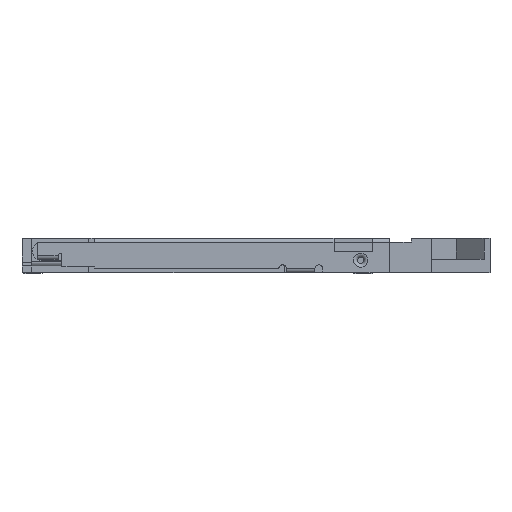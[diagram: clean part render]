
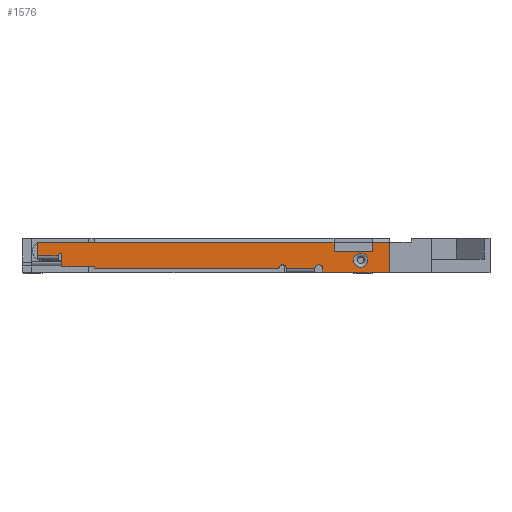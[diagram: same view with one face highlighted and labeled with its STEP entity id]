
A CAD part, left-side view. The second image highlights one B-rep face of the part: STEP entity #1576.
In plain terms, the highlighted planar face has unit normal (-1, 0, 0).
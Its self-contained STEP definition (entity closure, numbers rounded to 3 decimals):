
#1576 = ADVANCED_FACE( '', ( #3293, #3294 ), #3295, .T. );
#3293 = FACE_BOUND( '', #5268, .T. );
#3294 = FACE_OUTER_BOUND( '', #5269, .T. );
#3295 = PLANE( '', #5270 );
#5268 = EDGE_LOOP( '', ( #9837 ) );
#5269 = EDGE_LOOP( '', ( #9838, #9839, #9840, #9841, #9842, #9843, #9844, #9845, #9846, #9847, #9848, #9849, #9850, #9851, #9852, #9853, #9854, #9855, #9856, #9857 ) );
#5270 = AXIS2_PLACEMENT_3D( '', #9858, #9859, #9860 );
#9837 = ORIENTED_EDGE( '', *, *, #12005, .T. );
#9838 = ORIENTED_EDGE( '', *, *, #13564, .F. );
#9839 = ORIENTED_EDGE( '', *, *, #13082, .T. );
#9840 = ORIENTED_EDGE( '', *, *, #13046, .T. );
#9841 = ORIENTED_EDGE( '', *, *, #13565, .F. );
#9842 = ORIENTED_EDGE( '', *, *, #12902, .F. );
#9843 = ORIENTED_EDGE( '', *, *, #12696, .T. );
#9844 = ORIENTED_EDGE( '', *, *, #12009, .F. );
#9845 = ORIENTED_EDGE( '', *, *, #13566, .F. );
#9846 = ORIENTED_EDGE( '', *, *, #12231, .F. );
#9847 = ORIENTED_EDGE( '', *, *, #12498, .T. );
#9848 = ORIENTED_EDGE( '', *, *, #13567, .T. );
#9849 = ORIENTED_EDGE( '', *, *, #13192, .T. );
#9850 = ORIENTED_EDGE( '', *, *, #13378, .T. );
#9851 = ORIENTED_EDGE( '', *, *, #13568, .T. );
#9852 = ORIENTED_EDGE( '', *, *, #13526, .T. );
#9853 = ORIENTED_EDGE( '', *, *, #12078, .F. );
#9854 = ORIENTED_EDGE( '', *, *, #12027, .T. );
#9855 = ORIENTED_EDGE( '', *, *, #13329, .T. );
#9856 = ORIENTED_EDGE( '', *, *, #13569, .T. );
#9857 = ORIENTED_EDGE( '', *, *, #13290, .F. );
#9858 = CARTESIAN_POINT( '', ( -8.8, 0., 0. ) );
#9859 = DIRECTION( '', ( -1., 0., 0. ) );
#9860 = DIRECTION( '', ( 0., 0., 1. ) );
#12005 = EDGE_CURVE( '', #14466, #14466, #14467, .F. );
#12009 = EDGE_CURVE( '', #14472, #14474, #14475, .T. );
#12027 = EDGE_CURVE( '', #14507, #14504, #14508, .T. );
#12078 = EDGE_CURVE( '', #14507, #14599, #14600, .T. );
#12231 = EDGE_CURVE( '', #14859, #14861, #14862, .T. );
#12498 = EDGE_CURVE( '', #14859, #15308, #15309, .T. );
#12696 = EDGE_CURVE( '', #15638, #14474, #15639, .T. );
#12902 = EDGE_CURVE( '', #15638, #15939, #15940, .T. );
#13046 = EDGE_CURVE( '', #16144, #16142, #16145, .T. );
#13082 = EDGE_CURVE( '', #16201, #16144, #16202, .T. );
#13192 = EDGE_CURVE( '', #16358, #16356, #16359, .T. );
#13290 = EDGE_CURVE( '', #16487, #16488, #16489, .T. );
#13329 = EDGE_CURVE( '', #14504, #16538, #16540, .T. );
#13378 = EDGE_CURVE( '', #16356, #16604, #16605, .T. );
#13526 = EDGE_CURVE( '', #16792, #14599, #16793, .T. );
#13564 = EDGE_CURVE( '', #16201, #16487, #16841, .T. );
#13565 = EDGE_CURVE( '', #15939, #16142, #16842, .T. );
#13566 = EDGE_CURVE( '', #14861, #14472, #16843, .T. );
#13567 = EDGE_CURVE( '', #15308, #16358, #16844, .T. );
#13568 = EDGE_CURVE( '', #16604, #16792, #16845, .T. );
#13569 = EDGE_CURVE( '', #16538, #16488, #16846, .T. );
#14466 = VERTEX_POINT( '', #18070 );
#14467 = CIRCLE( '', #18071, 0.375 );
#14472 = VERTEX_POINT( '', #18077 );
#14474 = VERTEX_POINT( '', #18080 );
#14475 = LINE( '', #18081, #18082 );
#14504 = VERTEX_POINT( '', #18122 );
#14507 = VERTEX_POINT( '', #18126 );
#14508 = LINE( '', #18127, #18128 );
#14599 = VERTEX_POINT( '', #18252 );
#14600 = LINE( '', #18253, #18254 );
#14859 = VERTEX_POINT( '', #18708 );
#14861 = VERTEX_POINT( '', #18711 );
#14862 = CIRCLE( '', #18712, 0.2 );
#15308 = VERTEX_POINT( '', #19389 );
#15309 = LINE( '', #19390, #19391 );
#15638 = VERTEX_POINT( '', #19858 );
#15639 = LINE( '', #19859, #19860 );
#15939 = VERTEX_POINT( '', #20340 );
#15940 = LINE( '', #20341, #20342 );
#16142 = VERTEX_POINT( '', #20657 );
#16144 = VERTEX_POINT( '', #20660 );
#16145 = CIRCLE( '', #20661, 0.1 );
#16201 = VERTEX_POINT( '', #20739 );
#16202 = LINE( '', #20740, #20741 );
#16356 = VERTEX_POINT( '', #20964 );
#16358 = VERTEX_POINT( '', #20967 );
#16359 = LINE( '', #20968, #20969 );
#16487 = VERTEX_POINT( '', #21219 );
#16488 = VERTEX_POINT( '', #21220 );
#16489 = LINE( '', #21221, #21222 );
#16538 = VERTEX_POINT( '', #21300 );
#16540 = LINE( '', #21302, #21303 );
#16604 = VERTEX_POINT( '', #21399 );
#16605 = LINE( '', #21400, #21401 );
#16792 = VERTEX_POINT( '', #21718 );
#16793 = LINE( '', #21719, #21720 );
#16841 = LINE( '', #21792, #21793 );
#16842 = LINE( '', #21794, #21795 );
#16843 = LINE( '', #21796, #21797 );
#16844 = CIRCLE( '', #21798, 0.2 );
#16845 = LINE( '', #21799, #21800 );
#16846 = LINE( '', #21801, #21802 );
#18070 = CARTESIAN_POINT( '', ( -8.8, -6.25, -0.575 ) );
#18071 = AXIS2_PLACEMENT_3D( '', #22745, #22746, #22747 );
#18077 = CARTESIAN_POINT( '', ( -8.8, -1.95, -1.4 ) );
#18080 = CARTESIAN_POINT( '', ( -8.8, 7.75, -1.4 ) );
#18081 = CARTESIAN_POINT( '', ( -8.8, -2.05, -1.4 ) );
#18082 = VECTOR( '', #22750, 1000. );
#18122 = CARTESIAN_POINT( '', ( -8.8, -4.85, -0.5 ) );
#18126 = CARTESIAN_POINT( '', ( -8.8, -6.85, -0.5 ) );
#18127 = CARTESIAN_POINT( '', ( -8.8, -6.85, -0.5 ) );
#18128 = VECTOR( '', #22769, 1000. );
#18252 = CARTESIAN_POINT( '', ( -8.8, -6.85, -0.01 ) );
#18253 = CARTESIAN_POINT( '', ( -8.8, -6.85, -0.5 ) );
#18254 = VECTOR( '', #22833, 1000. );
#18708 = CARTESIAN_POINT( '', ( -8.8, -2.35, -1.39 ) );
#18711 = CARTESIAN_POINT( '', ( -8.8, -1.95, -1.39 ) );
#18712 = AXIS2_PLACEMENT_3D( '', #22988, #22989, #22990 );
#19389 = CARTESIAN_POINT( '', ( -8.8, -3.85, -1.39 ) );
#19390 = CARTESIAN_POINT( '', ( -8.8, -2.35, -1.39 ) );
#19391 = VECTOR( '', #23262, 1000. );
#19858 = CARTESIAN_POINT( '', ( -8.8, 7.75, -1.3 ) );
#19859 = CARTESIAN_POINT( '', ( -8.8, 7.75, 0.05 ) );
#19860 = VECTOR( '', #23473, 1000. );
#20340 = CARTESIAN_POINT( '', ( -8.8, 9.45, -1.3 ) );
#20341 = CARTESIAN_POINT( '', ( -8.8, 7.75, -1.3 ) );
#20342 = VECTOR( '', #23659, 1000. );
#20657 = CARTESIAN_POINT( '', ( -8.8, 9.45, -0.7 ) );
#20660 = CARTESIAN_POINT( '', ( -8.8, 9.65, -0.7 ) );
#20661 = AXIS2_PLACEMENT_3D( '', #23792, #23793, #23794 );
#20739 = CARTESIAN_POINT( '', ( -8.8, 10.75, -0.7 ) );
#20740 = CARTESIAN_POINT( '', ( -8.8, 10.75, -0.7 ) );
#20741 = VECTOR( '', #23826, 1000. );
#20964 = CARTESIAN_POINT( '', ( -8.8, -4.25, -1.6 ) );
#20967 = CARTESIAN_POINT( '', ( -8.8, -4.25, -1.39 ) );
#20968 = CARTESIAN_POINT( '', ( -8.8, -4.25, -1.6 ) );
#20969 = VECTOR( '', #23943, 1000. );
#21219 = CARTESIAN_POINT( '', ( -8.8, 10.75, -0.01 ) );
#21220 = CARTESIAN_POINT( '', ( -8.8, 7.75, -0.01 ) );
#21221 = CARTESIAN_POINT( '', ( -8.8, 10.75, -0.01 ) );
#21222 = VECTOR( '', #24020, 1000. );
#21300 = CARTESIAN_POINT( '', ( -8.8, -4.85, -0.01 ) );
#21302 = CARTESIAN_POINT( '', ( -8.8, -4.85, -0.5 ) );
#21303 = VECTOR( '', #24051, 1000. );
#21399 = CARTESIAN_POINT( '', ( -8.8, -7.75, -1.6 ) );
#21400 = CARTESIAN_POINT( '', ( -8.8, 7.75, -1.6 ) );
#21401 = VECTOR( '', #24090, 1000. );
#21718 = CARTESIAN_POINT( '', ( -8.8, -7.75, -0.01 ) );
#21719 = CARTESIAN_POINT( '', ( -8.8, -7.75, -0.01 ) );
#21720 = VECTOR( '', #24200, 1000. );
#21792 = CARTESIAN_POINT( '', ( -8.8, 10.75, -0.91 ) );
#21793 = VECTOR( '', #24237, 1000. );
#21794 = CARTESIAN_POINT( '', ( -8.8, 9.45, -1.3 ) );
#21795 = VECTOR( '', #24238, 1000. );
#21796 = CARTESIAN_POINT( '', ( -8.8, -1.95, -1.6 ) );
#21797 = VECTOR( '', #24239, 1000. );
#21798 = AXIS2_PLACEMENT_3D( '', #24240, #24241, #24242 );
#21799 = CARTESIAN_POINT( '', ( -8.8, -7.75, -1.6 ) );
#21800 = VECTOR( '', #24243, 1000. );
#21801 = CARTESIAN_POINT( '', ( -8.8, -7.75, -0.01 ) );
#21802 = VECTOR( '', #24244, 1000. );
#22745 = CARTESIAN_POINT( '', ( -8.8, -6.25, -0.95 ) );
#22746 = DIRECTION( '', ( -1., 0., 0. ) );
#22747 = DIRECTION( '', ( 0., 0., 1. ) );
#22750 = DIRECTION( '', ( 0., 1., 0. ) );
#22769 = DIRECTION( '', ( 0., 1., 0. ) );
#22833 = DIRECTION( '', ( 0., 0., 1. ) );
#22988 = CARTESIAN_POINT( '', ( -8.8, -2.15, -1.39 ) );
#22989 = DIRECTION( '', ( -1., 0., 0. ) );
#22990 = DIRECTION( '', ( 0., -1., 0. ) );
#23262 = DIRECTION( '', ( 0., -1., 0. ) );
#23473 = DIRECTION( '', ( 0., 0., -1. ) );
#23659 = DIRECTION( '', ( 0., 1., 0. ) );
#23792 = CARTESIAN_POINT( '', ( -8.8, 9.55, -0.7 ) );
#23793 = DIRECTION( '', ( 1., 0., 0. ) );
#23794 = DIRECTION( '', ( 0., 1., 0. ) );
#23826 = DIRECTION( '', ( 0., -1., 0. ) );
#23943 = DIRECTION( '', ( 0., 0., -1. ) );
#24020 = DIRECTION( '', ( 0., -1., 0. ) );
#24051 = DIRECTION( '', ( 0., 0., 1. ) );
#24090 = DIRECTION( '', ( 0., -1., 0. ) );
#24200 = DIRECTION( '', ( 0., 1., 0. ) );
#24237 = DIRECTION( '', ( 0., 0., 1. ) );
#24238 = DIRECTION( '', ( 0., 0., 1. ) );
#24239 = DIRECTION( '', ( 0., 0., -1. ) );
#24240 = CARTESIAN_POINT( '', ( -8.8, -4.05, -1.39 ) );
#24241 = DIRECTION( '', ( 1., 0., 0. ) );
#24242 = DIRECTION( '', ( 0., 1., 0. ) );
#24243 = DIRECTION( '', ( 0., 0., 1. ) );
#24244 = DIRECTION( '', ( 0., 1., 0. ) );
